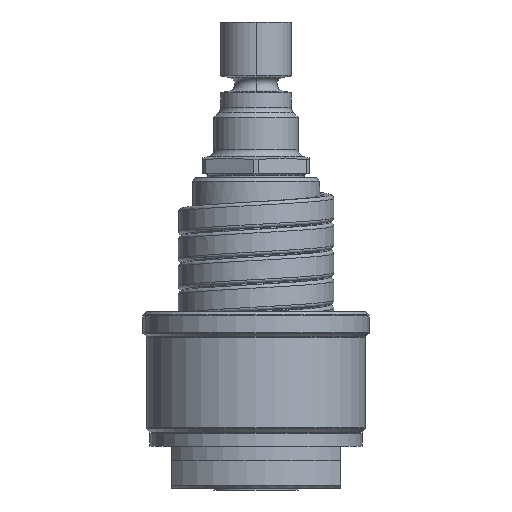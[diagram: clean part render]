
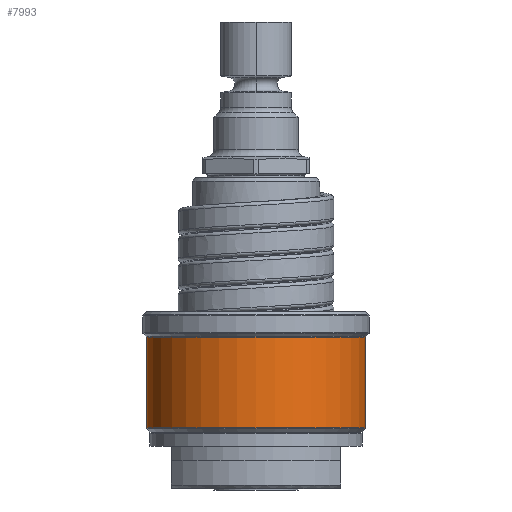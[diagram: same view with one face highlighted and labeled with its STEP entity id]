
A CAD part, front view. The second image highlights one B-rep face of the part: STEP entity #7993.
In plain terms, the highlighted cylindrical face has radius 15.5 mm (diameter 31 mm), a partial arc.
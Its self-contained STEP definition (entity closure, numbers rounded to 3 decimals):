
#1639=CARTESIAN_POINT('',(0.,0.,8.583));
#1640=DIRECTION('',(0.,0.,1.));
#1641=DIRECTION('',(-1.,0.,0.));
#1642=AXIS2_PLACEMENT_3D('',#1639,#1640,#1641);
#1644=DIRECTION('',(0.,0.,-1.));
#1645=VECTOR('',#1644,12.835);
#1646=CARTESIAN_POINT('',(-15.5,0.,21.417));
#1647=LINE('',#1646,#1645);
#1648=CARTESIAN_POINT('',(0.,0.,21.417));
#1649=DIRECTION('',(0.,0.,1.));
#1650=DIRECTION('',(-1.,0.,0.));
#1651=AXIS2_PLACEMENT_3D('',#1648,#1649,#1650);
#1653=DIRECTION('',(0.,0.,-1.));
#1654=VECTOR('',#1653,12.835);
#1655=CARTESIAN_POINT('',(15.5,0.,21.417));
#1656=LINE('',#1655,#1654);
#5998=CARTESIAN_POINT('',(15.5,0.,21.417));
#5999=CARTESIAN_POINT('',(-15.5,0.,21.417));
#6000=VERTEX_POINT('',#5998);
#6001=VERTEX_POINT('',#5999);
#6024=CARTESIAN_POINT('',(15.5,0.,8.583));
#6025=VERTEX_POINT('',#6024);
#6026=CARTESIAN_POINT('',(-15.5,0.,8.583));
#6027=VERTEX_POINT('',#6026);
#7981=CARTESIAN_POINT('',(0.,0.,7.15));
#7982=DIRECTION('',(0.,0.,1.));
#7983=DIRECTION('',(-1.,0.,0.));
#7984=AXIS2_PLACEMENT_3D('',#7981,#7982,#7983);
#7985=CYLINDRICAL_SURFACE('',#7984,15.5);
#7986=ORIENTED_EDGE('',*,*,#7953,.F.);
#7987=ORIENTED_EDGE('',*,*,#7971,.F.);
#7989=ORIENTED_EDGE('',*,*,#7988,.T.);
#7990=ORIENTED_EDGE('',*,*,#7967,.T.);
#7991=EDGE_LOOP('',(#7986,#7987,#7989,#7990));
#7992=FACE_OUTER_BOUND('',#7991,.F.);
#1643=CIRCLE('',#1642,15.5);
#1652=CIRCLE('',#1651,15.5);
#7953=EDGE_CURVE('',#6027,#6025,#1643,.T.);
#7967=EDGE_CURVE('',#6000,#6025,#1656,.T.);
#7971=EDGE_CURVE('',#6001,#6027,#1647,.T.);
#7988=EDGE_CURVE('',#6001,#6000,#1652,.T.);
#7993=ADVANCED_FACE('',(#7992),#7985,.T.);
